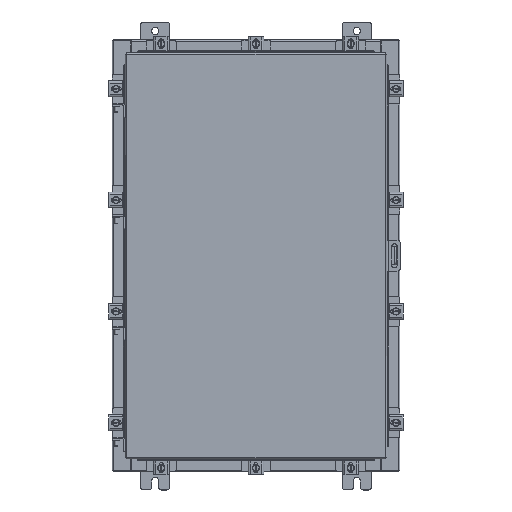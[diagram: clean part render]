
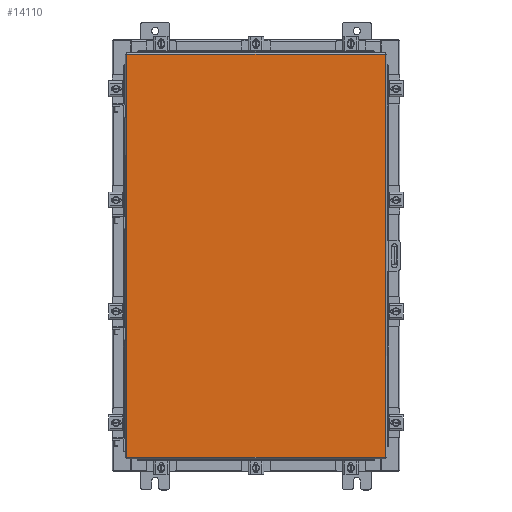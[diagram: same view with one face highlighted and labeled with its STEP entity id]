
A CAD part, top view. The second image highlights one B-rep face of the part: STEP entity #14110.
In plain terms, the highlighted planar face has unit normal (0, 0, 1).
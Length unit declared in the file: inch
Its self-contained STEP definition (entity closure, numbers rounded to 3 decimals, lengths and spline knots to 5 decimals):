
#123 = LINE ( 'NONE', #14909, #13976 ) ;
#582 = ORIENTED_EDGE ( 'NONE', *, *, #20321, .T. ) ;
#783 = DIRECTION ( 'NONE',  ( 0., 1., 0. ) ) ;
#1993 = CARTESIAN_POINT ( 'NONE',  ( -8.9903, 14.0063, 0. ) ) ;
#2246 = CARTESIAN_POINT ( 'NONE',  ( 8.9903, 14.0063, 0. ) ) ;
#2296 = EDGE_CURVE ( 'NONE', #4931, #22973, #123, .T. ) ;
#2448 = CARTESIAN_POINT ( 'NONE',  ( -8.9903, 14.0063, 0. ) ) ;
#2455 = VECTOR ( 'NONE', #17240, 39.37008 ) ;
#4097 = FACE_OUTER_BOUND ( 'NONE', #11352, .T. ) ;
#4261 = DIRECTION ( 'NONE',  ( 0., -1., 0. ) ) ;
#4537 = ORIENTED_EDGE ( 'NONE', *, *, #17510, .T. ) ;
#4931 = VERTEX_POINT ( 'NONE', #14079 ) ;
#5048 = LINE ( 'NONE', #15215, #9922 ) ;
#6687 = LINE ( 'NONE', #13701, #2455 ) ;
#7283 = LINE ( 'NONE', #2448, #15200 ) ;
#9922 = VECTOR ( 'NONE', #783, 39.37008 ) ;
#10093 = ORIENTED_EDGE ( 'NONE', *, *, #12546, .T. ) ;
#11352 = EDGE_LOOP ( 'NONE', ( #19452, #582, #4537, #10093 ) ) ;
#12546 = EDGE_CURVE ( 'NONE', #18631, #4931, #7283, .T. ) ;
#13701 = CARTESIAN_POINT ( 'NONE',  ( 8.9903, 14.0063, 0. ) ) ;
#13976 = VECTOR ( 'NONE', #19712, 39.37008 ) ;
#14079 = CARTESIAN_POINT ( 'NONE',  ( -8.9903, -14.0063, 0. ) ) ;
#14110 = ADVANCED_FACE ( 'NONE', ( #4097 ), #15351, .F. ) ;
#14909 = CARTESIAN_POINT ( 'NONE',  ( -8.9903, -14.0063, 0. ) ) ;
#15200 = VECTOR ( 'NONE', #4261, 39.37008 ) ;
#15215 = CARTESIAN_POINT ( 'NONE',  ( 8.9903, -14.0063, 0. ) ) ;
#15275 = DIRECTION ( 'NONE',  ( 0., 0., -1. ) ) ;
#15351 = PLANE ( 'NONE',  #18856 ) ;
#17073 = CARTESIAN_POINT ( 'NONE',  ( 8.9903, -14.0063, 0. ) ) ;
#17132 = CARTESIAN_POINT ( 'NONE',  ( 0., 0., 0. ) ) ;
#17240 = DIRECTION ( 'NONE',  ( -1., 0., 0. ) ) ;
#17510 = EDGE_CURVE ( 'NONE', #18008, #18631, #6687, .T. ) ;
#18008 = VERTEX_POINT ( 'NONE', #2246 ) ;
#18631 = VERTEX_POINT ( 'NONE', #1993 ) ;
#18856 = AXIS2_PLACEMENT_3D ( 'NONE', #17132, #15275, #18959 ) ;
#18959 = DIRECTION ( 'NONE',  ( -1., 0., 0. ) ) ;
#19452 = ORIENTED_EDGE ( 'NONE', *, *, #2296, .T. ) ;
#19712 = DIRECTION ( 'NONE',  ( 1., 0., 0. ) ) ;
#20321 = EDGE_CURVE ( 'NONE', #22973, #18008, #5048, .T. ) ;
#22973 = VERTEX_POINT ( 'NONE', #17073 ) ;
